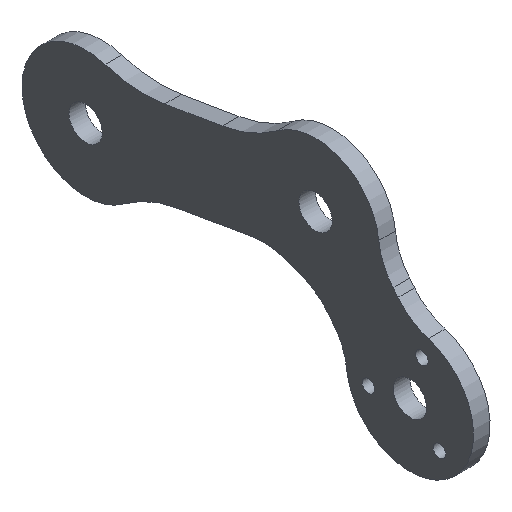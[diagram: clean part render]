
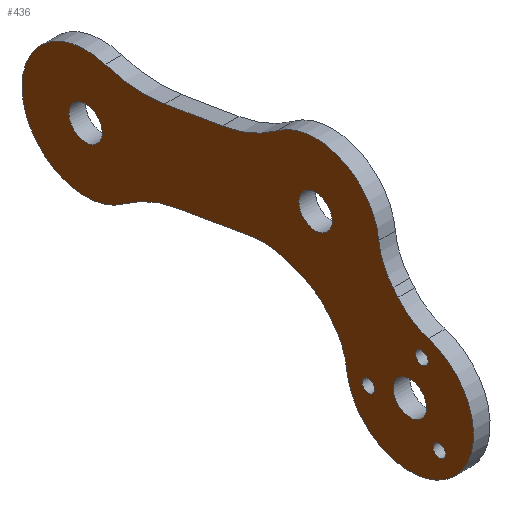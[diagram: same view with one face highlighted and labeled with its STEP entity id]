
A CAD part, isometric view. The second image highlights one B-rep face of the part: STEP entity #436.
In plain terms, the highlighted planar face has unit normal (-1, 0, 0).
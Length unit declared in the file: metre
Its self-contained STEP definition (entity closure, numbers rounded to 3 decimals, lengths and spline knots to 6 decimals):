
#38=LINE('',#698,#62);
#39=LINE('',#706,#63);
#40=LINE('',#714,#64);
#41=LINE('',#722,#65);
#62=VECTOR('',#553,1.);
#63=VECTOR('',#560,1.);
#64=VECTOR('',#567,1.);
#65=VECTOR('',#574,1.);
#86=ORIENTED_EDGE('',*,*,#206,.T.);
#87=ORIENTED_EDGE('',*,*,#207,.T.);
#88=ORIENTED_EDGE('',*,*,#208,.T.);
#89=ORIENTED_EDGE('',*,*,#209,.F.);
#90=ORIENTED_EDGE('',*,*,#210,.F.);
#91=ORIENTED_EDGE('',*,*,#211,.F.);
#92=ORIENTED_EDGE('',*,*,#212,.F.);
#93=ORIENTED_EDGE('',*,*,#213,.T.);
#94=ORIENTED_EDGE('',*,*,#214,.T.);
#95=ORIENTED_EDGE('',*,*,#215,.T.);
#96=ORIENTED_EDGE('',*,*,#216,.F.);
#97=ORIENTED_EDGE('',*,*,#217,.T.);
#98=ORIENTED_EDGE('',*,*,#218,.F.);
#99=ORIENTED_EDGE('',*,*,#219,.T.);
#100=ORIENTED_EDGE('',*,*,#220,.F.);
#101=ORIENTED_EDGE('',*,*,#221,.T.);
#102=ORIENTED_EDGE('',*,*,#222,.F.);
#103=ORIENTED_EDGE('',*,*,#223,.T.);
#104=ORIENTED_EDGE('',*,*,#224,.F.);
#105=ORIENTED_EDGE('',*,*,#225,.T.);
#106=ORIENTED_EDGE('',*,*,#226,.T.);
#107=ORIENTED_EDGE('',*,*,#227,.T.);
#206=EDGE_CURVE('',#266,#266,#310,.T.);
#207=EDGE_CURVE('',#267,#267,#311,.T.);
#208=EDGE_CURVE('',#268,#268,#312,.T.);
#209=EDGE_CURVE('',#269,#269,#313,.F.);
#210=EDGE_CURVE('',#270,#270,#314,.F.);
#211=EDGE_CURVE('',#271,#271,#315,.F.);
#212=EDGE_CURVE('',#272,#273,#316,.T.);
#213=EDGE_CURVE('',#272,#274,#317,.T.);
#214=EDGE_CURVE('',#274,#275,#38,.T.);
#215=EDGE_CURVE('',#275,#276,#318,.T.);
#216=EDGE_CURVE('',#277,#276,#319,.T.);
#217=EDGE_CURVE('',#277,#278,#320,.T.);
#218=EDGE_CURVE('',#279,#278,#39,.T.);
#219=EDGE_CURVE('',#279,#280,#321,.T.);
#220=EDGE_CURVE('',#281,#280,#322,.T.);
#221=EDGE_CURVE('',#281,#282,#323,.T.);
#222=EDGE_CURVE('',#283,#282,#40,.T.);
#223=EDGE_CURVE('',#283,#284,#324,.T.);
#224=EDGE_CURVE('',#285,#284,#325,.T.);
#225=EDGE_CURVE('',#285,#286,#326,.T.);
#226=EDGE_CURVE('',#286,#287,#41,.T.);
#227=EDGE_CURVE('',#287,#273,#327,.T.);
#266=VERTEX_POINT('',#682);
#267=VERTEX_POINT('',#684);
#268=VERTEX_POINT('',#686);
#269=VERTEX_POINT('',#688);
#270=VERTEX_POINT('',#690);
#271=VERTEX_POINT('',#692);
#272=VERTEX_POINT('',#694);
#273=VERTEX_POINT('',#695);
#274=VERTEX_POINT('',#697);
#275=VERTEX_POINT('',#699);
#276=VERTEX_POINT('',#701);
#277=VERTEX_POINT('',#703);
#278=VERTEX_POINT('',#705);
#279=VERTEX_POINT('',#707);
#280=VERTEX_POINT('',#709);
#281=VERTEX_POINT('',#711);
#282=VERTEX_POINT('',#713);
#283=VERTEX_POINT('',#715);
#284=VERTEX_POINT('',#717);
#285=VERTEX_POINT('',#719);
#286=VERTEX_POINT('',#721);
#287=VERTEX_POINT('',#723);
#310=CIRCLE('',#474,0.001191);
#311=CIRCLE('',#475,0.001191);
#312=CIRCLE('',#476,0.001191);
#313=CIRCLE('',#477,0.003175);
#314=CIRCLE('',#478,0.003175);
#315=CIRCLE('',#479,0.003175);
#316=CIRCLE('',#480,0.012123);
#317=CIRCLE('',#481,0.024245);
#318=CIRCLE('',#482,0.024245);
#319=CIRCLE('',#483,0.012123);
#320=CIRCLE('',#484,0.024245);
#321=CIRCLE('',#485,0.012123);
#322=CIRCLE('',#486,0.012123);
#323=CIRCLE('',#487,0.012123);
#324=CIRCLE('',#488,0.012123);
#325=CIRCLE('',#489,0.012123);
#326=CIRCLE('',#490,0.012123);
#327=CIRCLE('',#491,0.012123);
#346=EDGE_LOOP('',(#86));
#347=EDGE_LOOP('',(#87));
#348=EDGE_LOOP('',(#88));
#349=EDGE_LOOP('',(#89));
#350=EDGE_LOOP('',(#90));
#351=EDGE_LOOP('',(#91));
#352=EDGE_LOOP('',(#92,#93,#94,#95,#96,#97,#98,#99,#100,#101,#102,#103,
#104,#105,#106,#107));
#388=FACE_BOUND('',#346,.T.);
#389=FACE_BOUND('',#347,.T.);
#390=FACE_BOUND('',#348,.T.);
#391=FACE_BOUND('',#349,.T.);
#392=FACE_BOUND('',#350,.T.);
#393=FACE_BOUND('',#351,.T.);
#394=FACE_BOUND('',#352,.T.);
#430=PLANE('',#473);
#436=ADVANCED_FACE('',(#388,#389,#390,#391,#392,#393,#394),#430,.F.);
#473=AXIS2_PLACEMENT_3D('',#680,#535,#536);
#474=AXIS2_PLACEMENT_3D('',#681,#537,#538);
#475=AXIS2_PLACEMENT_3D('',#683,#539,#540);
#476=AXIS2_PLACEMENT_3D('',#685,#541,#542);
#477=AXIS2_PLACEMENT_3D('',#687,#543,#544);
#478=AXIS2_PLACEMENT_3D('',#689,#545,#546);
#479=AXIS2_PLACEMENT_3D('',#691,#547,#548);
#480=AXIS2_PLACEMENT_3D('',#693,#549,#550);
#481=AXIS2_PLACEMENT_3D('',#696,#551,#552);
#482=AXIS2_PLACEMENT_3D('',#700,#554,#555);
#483=AXIS2_PLACEMENT_3D('',#702,#556,#557);
#484=AXIS2_PLACEMENT_3D('',#704,#558,#559);
#485=AXIS2_PLACEMENT_3D('',#708,#561,#562);
#486=AXIS2_PLACEMENT_3D('',#710,#563,#564);
#487=AXIS2_PLACEMENT_3D('',#712,#565,#566);
#488=AXIS2_PLACEMENT_3D('',#716,#568,#569);
#489=AXIS2_PLACEMENT_3D('',#718,#570,#571);
#490=AXIS2_PLACEMENT_3D('',#720,#572,#573);
#491=AXIS2_PLACEMENT_3D('',#724,#575,#576);
#535=DIRECTION('',(1.,0.,0.));
#536=DIRECTION('',(0.,0.927,-0.375));
#537=DIRECTION('',(1.,0.,0.));
#538=DIRECTION('',(0.,-0.375,-0.927));
#539=DIRECTION('',(1.,0.,0.));
#540=DIRECTION('',(0.,-0.375,-0.927));
#541=DIRECTION('',(1.,0.,0.));
#542=DIRECTION('',(0.,-0.375,-0.927));
#543=DIRECTION('',(1.,0.,0.));
#544=DIRECTION('',(0.,-0.375,-0.927));
#545=DIRECTION('',(1.,0.,0.));
#546=DIRECTION('',(0.,-0.375,-0.927));
#547=DIRECTION('',(1.,0.,0.));
#548=DIRECTION('',(0.,-0.375,-0.927));
#549=DIRECTION('',(1.,0.,0.));
#550=DIRECTION('',(0.,-0.375,-0.927));
#551=DIRECTION('',(1.,0.,0.));
#552=DIRECTION('',(0.,-0.375,-0.927));
#553=DIRECTION('',(0.,0.986,-0.165));
#554=DIRECTION('',(1.,0.,0.));
#555=DIRECTION('',(0.,-0.375,-0.927));
#556=DIRECTION('',(1.,0.,0.));
#557=DIRECTION('',(0.,-0.375,-0.927));
#558=DIRECTION('',(1.,0.,0.));
#559=DIRECTION('',(0.,-0.375,-0.927));
#560=DIRECTION('',(0.,0.986,-0.165));
#561=DIRECTION('',(1.,0.,0.));
#562=DIRECTION('',(0.,-0.375,-0.927));
#563=DIRECTION('',(1.,0.,0.));
#564=DIRECTION('',(0.,-0.375,-0.927));
#565=DIRECTION('',(1.,0.,0.));
#566=DIRECTION('',(0.,-0.375,-0.927));
#567=DIRECTION('',(0.,0.636,0.772));
#568=DIRECTION('',(1.,0.,0.));
#569=DIRECTION('',(0.,-0.375,-0.927));
#570=DIRECTION('',(1.,0.,0.));
#571=DIRECTION('',(0.,-0.375,-0.927));
#572=DIRECTION('',(1.,0.,0.));
#573=DIRECTION('',(0.,-0.375,-0.927));
#574=DIRECTION('',(0.,0.636,0.772));
#575=DIRECTION('',(1.,0.,0.));
#576=DIRECTION('',(0.,-0.375,-0.927));
#680=CARTESIAN_POINT('',(0.018617,0.865547,-0.027622));
#681=CARTESIAN_POINT('',(0.018617,0.825112,-0.050362));
#682=CARTESIAN_POINT('',(0.018617,0.824666,-0.051466));
#683=CARTESIAN_POINT('',(0.018617,0.828472,-0.036676));
#684=CARTESIAN_POINT('',(0.018617,0.828026,-0.03778));
#685=CARTESIAN_POINT('',(0.018617,0.838644,-0.046429));
#686=CARTESIAN_POINT('',(0.018617,0.838198,-0.047533));
#687=CARTESIAN_POINT('',(0.018617,0.892575,-0.029999));
#688=CARTESIAN_POINT('',(0.018617,0.891386,-0.032943));
#689=CARTESIAN_POINT('',(0.018617,0.848735,-0.022663));
#690=CARTESIAN_POINT('',(0.018617,0.847546,-0.025606));
#691=CARTESIAN_POINT('',(0.018617,0.830743,-0.044489));
#692=CARTESIAN_POINT('',(0.018617,0.829553,-0.047433));
#693=CARTESIAN_POINT('',(0.018617,0.848735,-0.022663));
#694=CARTESIAN_POINT('',(0.018617,0.855991,-0.012951));
#695=CARTESIAN_POINT('',(0.018617,0.836677,-0.021407));
#696=CARTESIAN_POINT('',(0.018617,0.870503,0.006472));
#697=CARTESIAN_POINT('',(0.018617,0.866502,-0.017441));
#698=CARTESIAN_POINT('',(0.018617,0.871989,-0.01836));
#699=CARTESIAN_POINT('',(0.018617,0.877477,-0.019278));
#700=CARTESIAN_POINT('',(0.018617,0.881478,0.004635));
#701=CARTESIAN_POINT('',(0.018617,0.888876,-0.018454));
#702=CARTESIAN_POINT('',(0.018617,0.892575,-0.029999));
#703=CARTESIAN_POINT('',(0.018617,0.885319,-0.03971));
#704=CARTESIAN_POINT('',(0.018617,0.870807,-0.059133));
#705=CARTESIAN_POINT('',(0.018617,0.874809,-0.03522));
#706=CARTESIAN_POINT('',(0.018617,0.869321,-0.034302));
#707=CARTESIAN_POINT('',(0.018617,0.86062,-0.032846));
#708=CARTESIAN_POINT('',(0.018617,0.858619,-0.044802));
#709=CARTESIAN_POINT('',(0.018617,0.853677,-0.033732));
#710=CARTESIAN_POINT('',(0.018617,0.848735,-0.022663));
#711=CARTESIAN_POINT('',(0.018617,0.852268,-0.034259));
#712=CARTESIAN_POINT('',(0.018617,0.855801,-0.045856));
#713=CARTESIAN_POINT('',(0.018617,0.846446,-0.038145));
#714=CARTESIAN_POINT('',(0.018617,0.845975,-0.038716));
#715=CARTESIAN_POINT('',(0.018617,0.845504,-0.039288));
#716=CARTESIAN_POINT('',(0.018617,0.854858,-0.046999));
#717=CARTESIAN_POINT('',(0.018617,0.8428,-0.045744));
#718=CARTESIAN_POINT('',(0.018617,0.830743,-0.044489));
#719=CARTESIAN_POINT('',(0.018617,0.82721,-0.032892));
#720=CARTESIAN_POINT('',(0.018617,0.823677,-0.021296));
#721=CARTESIAN_POINT('',(0.018617,0.833031,-0.029007));
#722=CARTESIAN_POINT('',(0.018617,0.833503,-0.028435));
#723=CARTESIAN_POINT('',(0.018617,0.833974,-0.027863));
#724=CARTESIAN_POINT('',(0.018617,0.82462,-0.020152));
